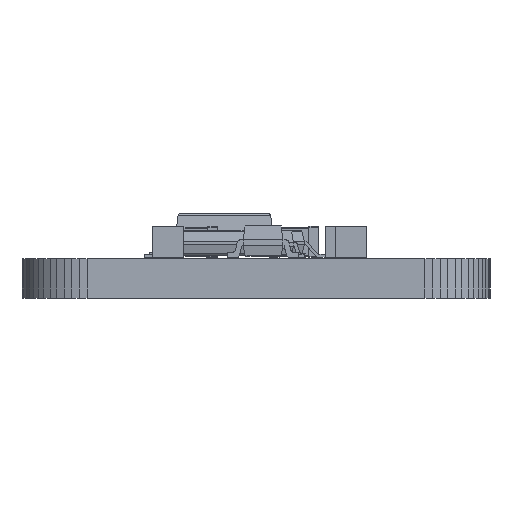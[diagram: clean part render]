
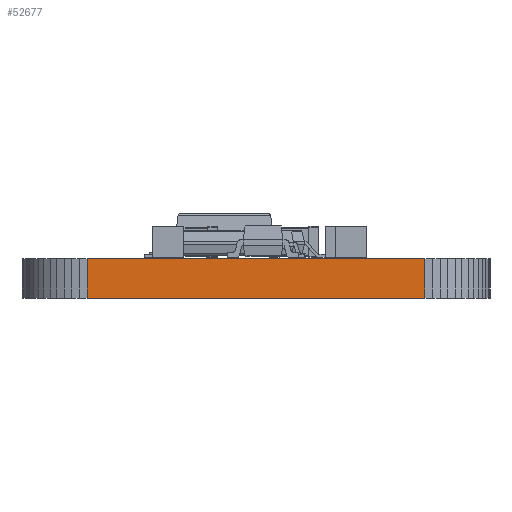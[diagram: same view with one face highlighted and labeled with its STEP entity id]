
A CAD part, front view. The second image highlights one B-rep face of the part: STEP entity #52677.
In plain terms, the highlighted planar face has unit normal (0, -1, 0).
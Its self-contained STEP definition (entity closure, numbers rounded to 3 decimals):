
#46356 = PLANE('',#46357);
#46357 = AXIS2_PLACEMENT_3D('',#46358,#46359,#46360);
#46358 = CARTESIAN_POINT('',(7.62,-19.05,1.58));
#46359 = DIRECTION('',(-0.,-0.,-1.));
#46360 = DIRECTION('',(-1.,0.,0.));
#46410 = PLANE('',#46411);
#46411 = AXIS2_PLACEMENT_3D('',#46412,#46413,#46414);
#46412 = CARTESIAN_POINT('',(7.62,-19.05,0.));
#46413 = DIRECTION('',(-0.,-0.,-1.));
#46414 = DIRECTION('',(-1.,0.,0.));
#47219 = VERTEX_POINT('',#47220);
#47220 = CARTESIAN_POINT('',(14.404,-40.714,0.));
#47234 = PLANE('',#47235);
#47235 = AXIS2_PLACEMENT_3D('',#47236,#47237,#47238);
#47236 = CARTESIAN_POINT('',(14.719,-40.695,0.));
#47237 = DIRECTION('',(0.06,-0.998,0.));
#47238 = DIRECTION('',(-0.998,-0.06,0.));
#47246 = EDGE_CURVE('',#47219,#47247,#47249,.T.);
#47247 = VERTEX_POINT('',#47248);
#47248 = CARTESIAN_POINT('',(0.836,-40.714,0.));
#47249 = SURFACE_CURVE('',#47250,(#47254,#47261),.PCURVE_S1.);
#47250 = LINE('',#47251,#47252);
#47251 = CARTESIAN_POINT('',(14.404,-40.714,0.));
#47252 = VECTOR('',#47253,1.);
#47253 = DIRECTION('',(-1.,0.,0.));
#47254 = PCURVE('',#46410,#47255);
#47255 = DEFINITIONAL_REPRESENTATION('',(#47256),#47260);
#47256 = LINE('',#47257,#47258);
#47257 = CARTESIAN_POINT('',(-6.784,-21.664));
#47258 = VECTOR('',#47259,1.);
#47259 = DIRECTION('',(1.,0.));
#47260 = ( GEOMETRIC_REPRESENTATION_CONTEXT(2) 
PARAMETRIC_REPRESENTATION_CONTEXT() REPRESENTATION_CONTEXT('2D SPACE',''
  ) );
#47261 = PCURVE('',#47262,#47267);
#47262 = PLANE('',#47263);
#47263 = AXIS2_PLACEMENT_3D('',#47264,#47265,#47266);
#47264 = CARTESIAN_POINT('',(14.404,-40.714,0.));
#47265 = DIRECTION('',(0.,-1.,0.));
#47266 = DIRECTION('',(-1.,0.,0.));
#47267 = DEFINITIONAL_REPRESENTATION('',(#47268),#47272);
#47268 = LINE('',#47269,#47270);
#47269 = CARTESIAN_POINT('',(0.,0.));
#47270 = VECTOR('',#47271,1.);
#47271 = DIRECTION('',(1.,0.));
#47272 = ( GEOMETRIC_REPRESENTATION_CONTEXT(2) 
PARAMETRIC_REPRESENTATION_CONTEXT() REPRESENTATION_CONTEXT('2D SPACE',''
  ) );
#47290 = PLANE('',#47291);
#47291 = AXIS2_PLACEMENT_3D('',#47292,#47293,#47294);
#47292 = CARTESIAN_POINT('',(0.836,-40.714,0.));
#47293 = DIRECTION('',(-0.06,-0.998,0.));
#47294 = DIRECTION('',(-0.998,0.06,0.));
#49707 = VERTEX_POINT('',#49708);
#49708 = CARTESIAN_POINT('',(14.404,-40.714,1.58));
#49729 = EDGE_CURVE('',#49707,#49730,#49732,.T.);
#49730 = VERTEX_POINT('',#49731);
#49731 = CARTESIAN_POINT('',(0.836,-40.714,1.58));
#49732 = SURFACE_CURVE('',#49733,(#49737,#49744),.PCURVE_S1.);
#49733 = LINE('',#49734,#49735);
#49734 = CARTESIAN_POINT('',(14.404,-40.714,1.58));
#49735 = VECTOR('',#49736,1.);
#49736 = DIRECTION('',(-1.,0.,0.));
#49737 = PCURVE('',#46356,#49738);
#49738 = DEFINITIONAL_REPRESENTATION('',(#49739),#49743);
#49739 = LINE('',#49740,#49741);
#49740 = CARTESIAN_POINT('',(-6.784,-21.664));
#49741 = VECTOR('',#49742,1.);
#49742 = DIRECTION('',(1.,0.));
#49743 = ( GEOMETRIC_REPRESENTATION_CONTEXT(2) 
PARAMETRIC_REPRESENTATION_CONTEXT() REPRESENTATION_CONTEXT('2D SPACE',''
  ) );
#49744 = PCURVE('',#47262,#49745);
#49745 = DEFINITIONAL_REPRESENTATION('',(#49746),#49750);
#49746 = LINE('',#49747,#49748);
#49747 = CARTESIAN_POINT('',(0.,-1.58));
#49748 = VECTOR('',#49749,1.);
#49749 = DIRECTION('',(1.,0.));
#49750 = ( GEOMETRIC_REPRESENTATION_CONTEXT(2) 
PARAMETRIC_REPRESENTATION_CONTEXT() REPRESENTATION_CONTEXT('2D SPACE',''
  ) );
#52629 = EDGE_CURVE('',#47219,#49707,#52630,.T.);
#52630 = SURFACE_CURVE('',#52631,(#52635,#52642),.PCURVE_S1.);
#52631 = LINE('',#52632,#52633);
#52632 = CARTESIAN_POINT('',(14.404,-40.714,0.));
#52633 = VECTOR('',#52634,1.);
#52634 = DIRECTION('',(0.,0.,1.));
#52635 = PCURVE('',#47234,#52636);
#52636 = DEFINITIONAL_REPRESENTATION('',(#52637),#52641);
#52637 = LINE('',#52638,#52639);
#52638 = CARTESIAN_POINT('',(0.316,0.));
#52639 = VECTOR('',#52640,1.);
#52640 = DIRECTION('',(0.,-1.));
#52641 = ( GEOMETRIC_REPRESENTATION_CONTEXT(2) 
PARAMETRIC_REPRESENTATION_CONTEXT() REPRESENTATION_CONTEXT('2D SPACE',''
  ) );
#52642 = PCURVE('',#47262,#52643);
#52643 = DEFINITIONAL_REPRESENTATION('',(#52644),#52648);
#52644 = LINE('',#52645,#52646);
#52645 = CARTESIAN_POINT('',(0.,0.));
#52646 = VECTOR('',#52647,1.);
#52647 = DIRECTION('',(0.,-1.));
#52648 = ( GEOMETRIC_REPRESENTATION_CONTEXT(2) 
PARAMETRIC_REPRESENTATION_CONTEXT() REPRESENTATION_CONTEXT('2D SPACE',''
  ) );
#52677 = ADVANCED_FACE('',(#52678),#47262,.T.);
#52678 = FACE_BOUND('',#52679,.T.);
#52679 = EDGE_LOOP('',(#52680,#52681,#52682,#52703));
#52680 = ORIENTED_EDGE('',*,*,#52629,.T.);
#52681 = ORIENTED_EDGE('',*,*,#49729,.T.);
#52682 = ORIENTED_EDGE('',*,*,#52683,.F.);
#52683 = EDGE_CURVE('',#47247,#49730,#52684,.T.);
#52684 = SURFACE_CURVE('',#52685,(#52689,#52696),.PCURVE_S1.);
#52685 = LINE('',#52686,#52687);
#52686 = CARTESIAN_POINT('',(0.836,-40.714,0.));
#52687 = VECTOR('',#52688,1.);
#52688 = DIRECTION('',(0.,0.,1.));
#52689 = PCURVE('',#47262,#52690);
#52690 = DEFINITIONAL_REPRESENTATION('',(#52691),#52695);
#52691 = LINE('',#52692,#52693);
#52692 = CARTESIAN_POINT('',(13.569,0.));
#52693 = VECTOR('',#52694,1.);
#52694 = DIRECTION('',(0.,-1.));
#52695 = ( GEOMETRIC_REPRESENTATION_CONTEXT(2) 
PARAMETRIC_REPRESENTATION_CONTEXT() REPRESENTATION_CONTEXT('2D SPACE',''
  ) );
#52696 = PCURVE('',#47290,#52697);
#52697 = DEFINITIONAL_REPRESENTATION('',(#52698),#52702);
#52698 = LINE('',#52699,#52700);
#52699 = CARTESIAN_POINT('',(0.,0.));
#52700 = VECTOR('',#52701,1.);
#52701 = DIRECTION('',(0.,-1.));
#52702 = ( GEOMETRIC_REPRESENTATION_CONTEXT(2) 
PARAMETRIC_REPRESENTATION_CONTEXT() REPRESENTATION_CONTEXT('2D SPACE',''
  ) );
#52703 = ORIENTED_EDGE('',*,*,#47246,.F.);
